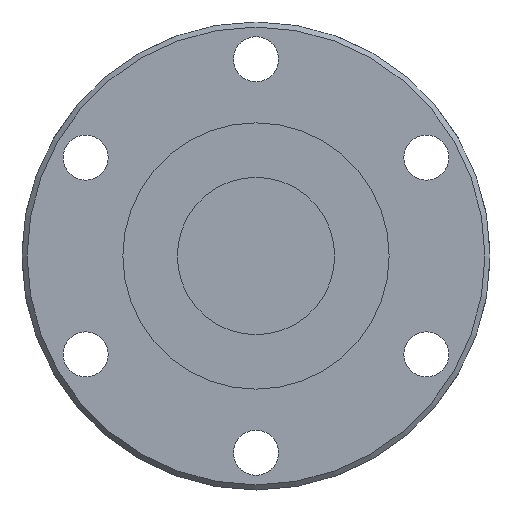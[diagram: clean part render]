
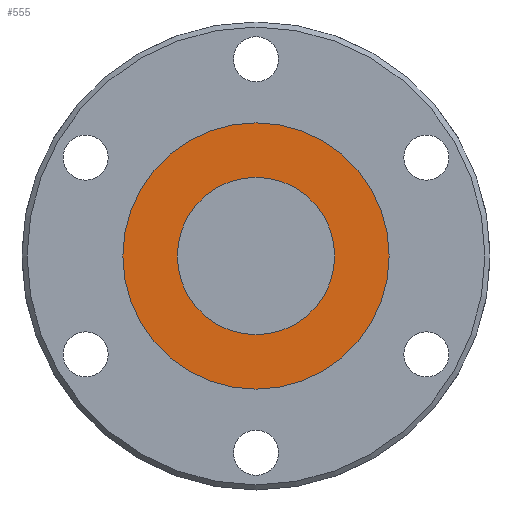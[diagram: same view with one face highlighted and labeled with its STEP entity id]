
A CAD part, front view. The second image highlights one B-rep face of the part: STEP entity #555.
In plain terms, the highlighted planar face has unit normal (0, -1, 0).
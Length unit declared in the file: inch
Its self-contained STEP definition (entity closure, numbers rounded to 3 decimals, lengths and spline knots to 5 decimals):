
#42 = AXIS2_PLACEMENT_3D ( 'NONE', #727, #113, #431 ) ;
#71 = EDGE_CURVE ( 'NONE', #898, #140, #712, .T. ) ;
#89 = EDGE_CURVE ( 'NONE', #2027, #1351, #1288, .T. ) ;
#98 = DIRECTION ( 'NONE',  ( 0., -1., 0. ) ) ;
#113 = DIRECTION ( 'NONE',  ( 0., -1., 0. ) ) ;
#128 = FACE_BOUND ( 'NONE', #1310, .T. ) ;
#140 = VERTEX_POINT ( 'NONE', #682 ) ;
#149 = EDGE_CURVE ( 'NONE', #1351, #2027, #1985, .T. ) ;
#218 = ORIENTED_EDGE ( 'NONE', *, *, #149, .F. ) ;
#411 = AXIS2_PLACEMENT_3D ( 'NONE', #1368, #98, #733 ) ;
#420 = CARTESIAN_POINT ( 'NONE',  ( 0., 0.026, 0. ) ) ;
#431 = DIRECTION ( 'NONE',  ( 0., 0., -1. ) ) ;
#454 = CIRCLE ( 'NONE', #1466, 0.7825 ) ;
#555 = ADVANCED_FACE ( 'NONE', ( #128, #1200 ), #767, .T. ) ;
#682 = CARTESIAN_POINT ( 'NONE',  ( 0., 0.026, 0.7825 ) ) ;
#712 = CIRCLE ( 'NONE', #1038, 0.7825 ) ;
#727 = CARTESIAN_POINT ( 'NONE',  ( 0.4625, 0.026, 0. ) ) ;
#733 = DIRECTION ( 'NONE',  ( 0., 0., -1. ) ) ;
#767 = PLANE ( 'NONE',  #42 ) ;
#800 = ORIENTED_EDGE ( 'NONE', *, *, #994, .T. ) ;
#898 = VERTEX_POINT ( 'NONE', #1066 ) ;
#989 = CARTESIAN_POINT ( 'NONE',  ( 0., 0.026, 0. ) ) ;
#994 = EDGE_CURVE ( 'NONE', #140, #898, #454, .T. ) ;
#1020 = ORIENTED_EDGE ( 'NONE', *, *, #71, .T. ) ;
#1038 = AXIS2_PLACEMENT_3D ( 'NONE', #420, #1338, #1049 ) ;
#1049 = DIRECTION ( 'NONE',  ( 0., 0., -1. ) ) ;
#1066 = CARTESIAN_POINT ( 'NONE',  ( 0., 0.026, -0.7825 ) ) ;
#1200 = FACE_OUTER_BOUND ( 'NONE', #1350, .T. ) ;
#1209 = CARTESIAN_POINT ( 'NONE',  ( 0., 0.026, -0.4625 ) ) ;
#1288 = CIRCLE ( 'NONE', #411, 0.4625 ) ;
#1310 = EDGE_LOOP ( 'NONE', ( #218, #1450 ) ) ;
#1322 = DIRECTION ( 'NONE',  ( 0., -1., 0. ) ) ;
#1338 = DIRECTION ( 'NONE',  ( 0., -1., 0. ) ) ;
#1350 = EDGE_LOOP ( 'NONE', ( #800, #1020 ) ) ;
#1351 = VERTEX_POINT ( 'NONE', #1209 ) ;
#1368 = CARTESIAN_POINT ( 'NONE',  ( 0., 0.026, 0. ) ) ;
#1435 = CARTESIAN_POINT ( 'NONE',  ( 0., 0.026, 0.4625 ) ) ;
#1450 = ORIENTED_EDGE ( 'NONE', *, *, #89, .F. ) ;
#1466 = AXIS2_PLACEMENT_3D ( 'NONE', #1829, #1881, #1750 ) ;
#1528 = AXIS2_PLACEMENT_3D ( 'NONE', #989, #1322, #1809 ) ;
#1750 = DIRECTION ( 'NONE',  ( 0., 0., -1. ) ) ;
#1809 = DIRECTION ( 'NONE',  ( 0., 0., -1. ) ) ;
#1829 = CARTESIAN_POINT ( 'NONE',  ( 0., 0.026, 0. ) ) ;
#1881 = DIRECTION ( 'NONE',  ( 0., -1., 0. ) ) ;
#1985 = CIRCLE ( 'NONE', #1528, 0.4625 ) ;
#2027 = VERTEX_POINT ( 'NONE', #1435 ) ;
